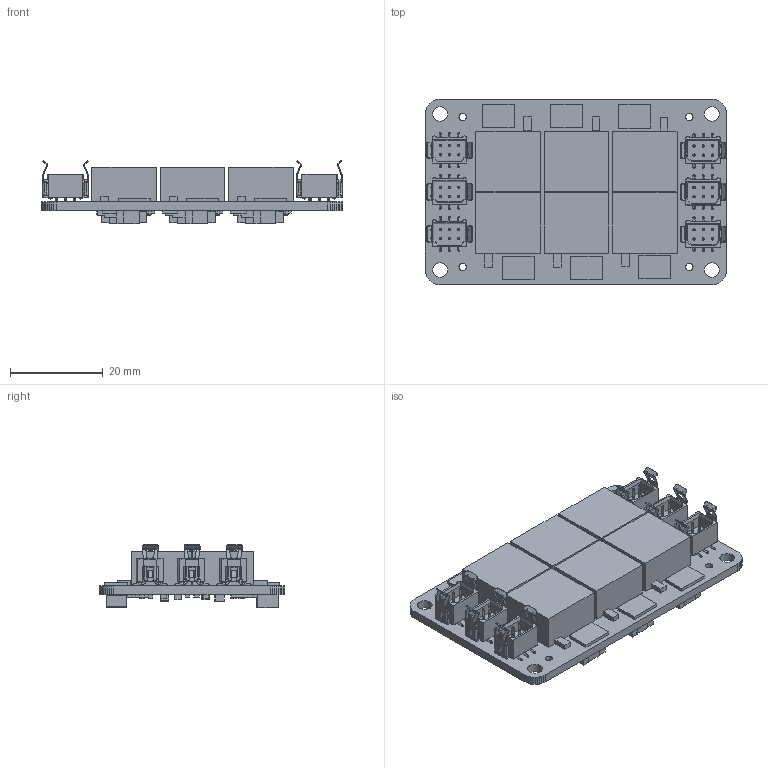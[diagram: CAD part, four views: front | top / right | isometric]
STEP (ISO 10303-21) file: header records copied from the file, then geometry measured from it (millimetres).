
FILE_DESCRIPTION(('Open CASCADE Model'),'2;1');
FILE_NAME('Open CASCADE Shape Model','2014-10-24T08:05:29',('Author'),( 'Open CASCADE'),'Open CASCADE STEP processor 6.2','Open CASCADE 6.2' ,'Unknown');
FILE_SCHEMA(('AUTOMOTIVE_DESIGN { 1 0 10303 214 1 1 1 1 }'));
Length unit declared in the file: millimetre
Products named in the file (152): PCB; Board; U2_1; 488611104; Extruded; U1_1; 488610848; R107_1; 488604448; R6_1; 488603040; R5_1; R4_1; R3_1; R2_1; R1_1; Q2_1; 488610592; Q1_1; 488610208; L1_1; 488610336; D1_1; 488609440; C6_1; 488596256; C5_1; C4_1; C3_1; C2_1; 488609568; 488599456; 488609824; C1_1; 488602016; U2_2; U1_2; R107_2; R6_2; R5_2 ...
Assembly tree (275 placements, depth 4):
  PCB
    Board
    U2_1
      488611104
        Extruded
    U1_1
      488610848
        Extruded
    R107_1
      488604448
        Extruded
    R6_1
      488603040
        Extruded
    R5_1
      488603040
        Extruded
    R4_1
      488603040
        Extruded
    R3_1
      488603040
        Extruded
    R2_1
      488603040
        Extruded
    R1_1
      488603040
        Extruded
    Q2_1
      488610592
        Extruded
    Q1_1
      488610208
        Extruded
    L1_1
      488610336
        Extruded
    D1_1
      488609440
        Extruded
    C6_1
      488596256
        Extruded
    C5_1
      488596256
        Extruded
    C4_1
      488596256
        Extruded
    C3_1
      488596256
        Extruded
    C2_1
      488609568
        Extruded
      488599456
        Extruded
      488609824
        Extruded
Bounding box: 65.12 x 40.12 x 13.64 mm (x, y, z)
Volume: 14869.1 mm3; surface area: 16299.9 mm2
Topology: 181 solids, 181 shells, 3689 faces, 8967 edges, 5644 vertices
Faces by surface type: plane 2335, cylinder 778, cone 360, bspline 144, torus 72
Full cylindrical faces by diameter (mm): 1.19 x2, 1.6 x4, 3.2 x4
Entity records: 34068 total; most frequent: CARTESIAN_POINT 10668, DIRECTION 3925, LINE 2172, VECTOR 2172, ORIENTED_EDGE 2048, PCURVE 2048, DEFINITIONAL_REPRESENTATION 2048, EDGE_CURVE 1024
